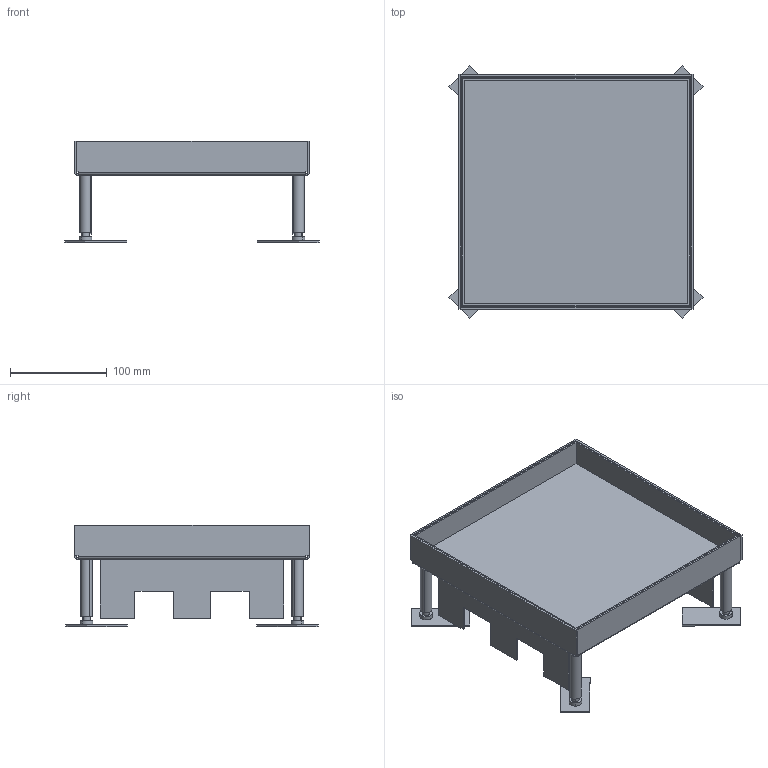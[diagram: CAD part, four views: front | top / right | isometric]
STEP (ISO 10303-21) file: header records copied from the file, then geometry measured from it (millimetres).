
FILE_DESCRIPTION (( 'STEP AP203' ), '1' );
FILE_NAME ('7409046_KSTP1.stp', '2018-01-26T09:14:17', ( '' ), ( '' ), 'SwSTEP 2.0', 'SolidWorks 2016', '' );
FILE_SCHEMA (( 'CONFIG_CONTROL_DESIGN' ));
Length unit declared in the file: millimetre
Products named in the file (10): 42389C_Einbausituation GE2; 053549_H=25mm Nutzh”he  Blind; 053520_Ausf”rung "blind" RK..9; 057980_Blind  H=25 mm; 054599_Standard mit Mutter; 041219_Standard; 041819_L= 70 mm; 056679_H = 25 Tubus + Blind; 7409046_KSTP1; 056920_H= 25 mm Schnurauslass
Assembly tree (15 placements, depth 3):
  7409046_KSTP1
    056920_H= 25 mm Schnurauslass
      056679_H = 25 Tubus + Blind
      42389C_Einbausituation GE2  x4
    057980_Blind  H=25 mm
      053549_H=25mm Nutzh”he  Blind
      053520_Ausf”rung "blind" RK..9
    054599_Standard mit Mutter  x4
      041219_Standard
      041819_L= 70 mm
Bounding box: 262.43 x 260.43 x 105 mm (x, y, z)
Volume: 512808.4 mm3; surface area: 447936 mm2
Topology: 15 solids, 15 shells, 243 faces, 544 edges, 348 vertices
Faces by surface type: plane 155, cylinder 52, sphere 20, torus 8, cone 8
Entity records: 5468 total; most frequent: DIRECTION 754, CARTESIAN_POINT 739, ORIENTED_EDGE 700, EDGE_CURVE 350, LINE 288, VECTOR 288, AXIS2_PLACEMENT_3D 233, VERTEX_POINT 218
